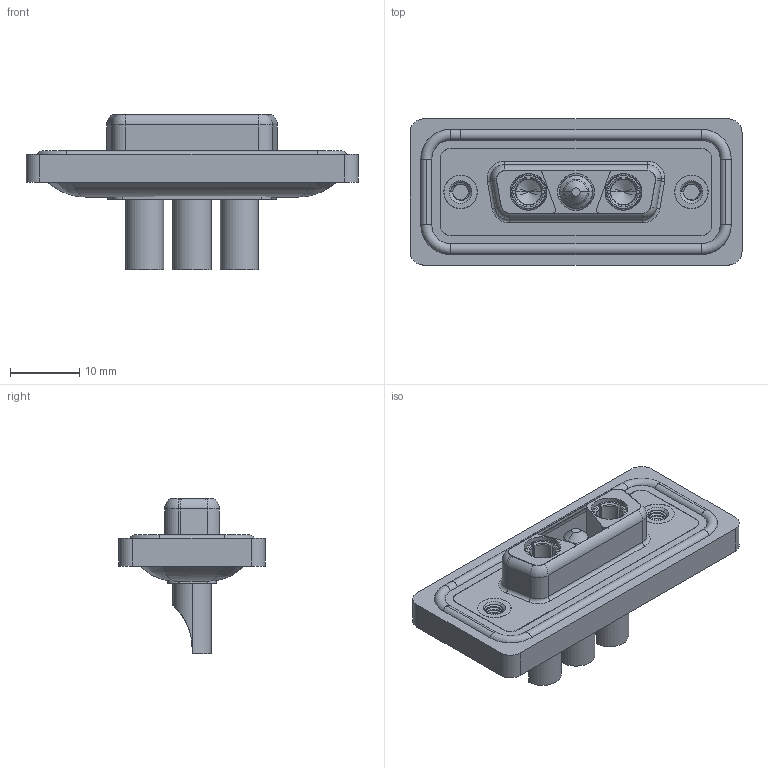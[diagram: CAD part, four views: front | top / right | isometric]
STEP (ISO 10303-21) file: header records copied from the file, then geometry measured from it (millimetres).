
FILE_DESCRIPTION (( 'STEP AP203' ), '1' );
FILE_NAME ('628W3WK3222-4NA.STEP', '2024-04-09T14:24:20', ( '' ), ( '' ), 'SwSTEP 2.0', 'SolidWorks 2023', '' );
FILE_SCHEMA (( 'CONFIG_CONTROL_DESIGN' ));
Length unit declared in the file: millimetre
Products named in the file (8): 628Combo Threaded Rivet_A; 628Combo Shell Front_15 Contacts; 628Combo Housing_3WK3; 628W3WK3222-4NA; 628Combo Waterproof Housing_15 Contacts; Power Pin_40A SC; Power Socket_40A SC; 628Combo Shell Rear_15 Contacts
Assembly tree (9 placements, depth 2):
  628W3WK3222-4NA
    628Combo Housing_3WK3
    628Combo Waterproof Housing_15 Contacts
    628Combo Shell Front_15 Contacts
    628Combo Shell Rear_15 Contacts
    628Combo Threaded Rivet_A  x2
    Power Socket_40A SC  x2
    Power Pin_40A SC
Bounding box: 47.9 x 21.1 x 22.45 mm (x, y, z)
Volume: 5999.5 mm3; surface area: 9922 mm2
Topology: 13 solids, 13 shells, 591 faces, 1488 edges, 933 vertices
Faces by surface type: cylinder 263, plane 184, torus 81, cone 49, bspline 14
Entity records: 17790 total; most frequent: CARTESIAN_POINT 5206, DIRECTION 2565, ORIENTED_EDGE 2402, EDGE_CURVE 1201, AXIS2_PLACEMENT_3D 1020, VERTEX_POINT 759, EDGE_LOOP 534, CIRCLE 531
